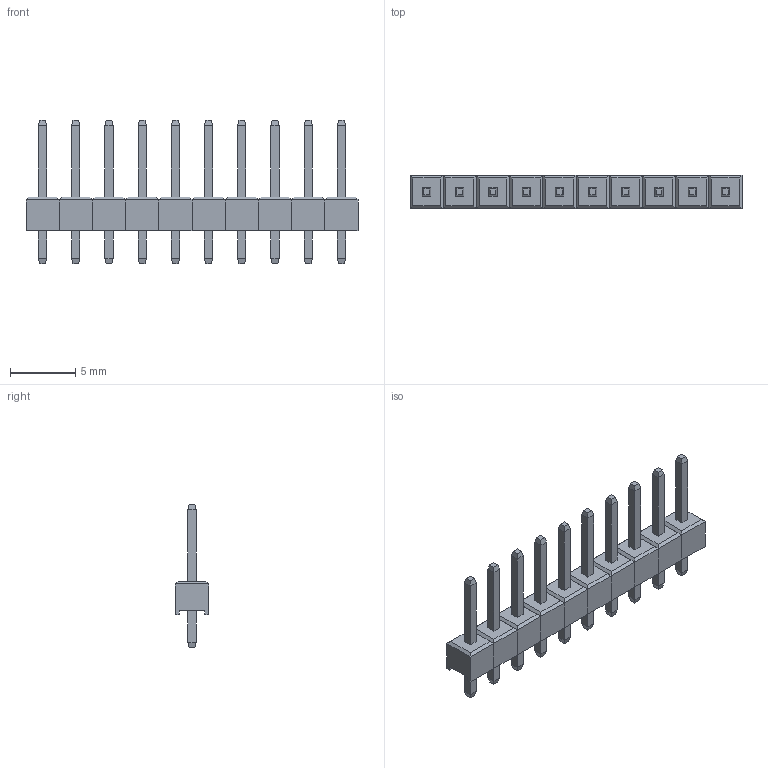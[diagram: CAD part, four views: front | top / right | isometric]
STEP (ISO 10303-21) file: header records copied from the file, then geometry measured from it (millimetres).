
FILE_DESCRIPTION(/* description */ (''),/* implementation_level */ '2;1');
FILE_NAME(/* name */ 'J-10-0254-MDT.step',/* time_stamp */ '2023-03-28T21:49:59+11:00',/* author */ (''),/* organization */ (''),/* preprocessor_version */ 'ST-DEVELOPER v19.2',/* originating_system */ 'Autodesk Translation Framework v11.17.0.187',/* authorisation */ '');
FILE_SCHEMA (('AUTOMOTIVE_DESIGN { 1 0 10303 214 3 1 1 }'));
Length unit declared in the file: millimetre
Products named in the file (11): J-10-0254-MDT; User_Library-Header1x005; User_Library-Header1x006; User_Library-Header1x011; User_Library-Header1x007; User_Library-Header1x003; User_Library-Header1x004; User_Library-Header1x2; User_Library-Header1x008; User_Library-Header1x009; User_Library-Header1x010
Assembly tree (10 placements, depth 2):
  J-10-0254-MDT
    User_Library-Header1x005
    User_Library-Header1x006
    User_Library-Header1x011
    User_Library-Header1x007
    User_Library-Header1x003
    User_Library-Header1x004
    User_Library-Header1x2
    User_Library-Header1x008
    User_Library-Header1x009
    User_Library-Header1x010
Bounding box: 25.4 x 2.54 x 10.98 mm (x, y, z)
Volume: 182 mm3; surface area: 594.9 mm2
Topology: 10 solids, 10 shells, 320 faces, 720 edges, 440 vertices
Faces by surface type: plane 320
Entity records: 9239 total; most frequent: CARTESIAN_POINT 1501, ORIENTED_EDGE 1440, DIRECTION 1402, LINE 720, VECTOR 720, EDGE_CURVE 720, VERTEX_POINT 440, AXIS2_PLACEMENT_3D 341
